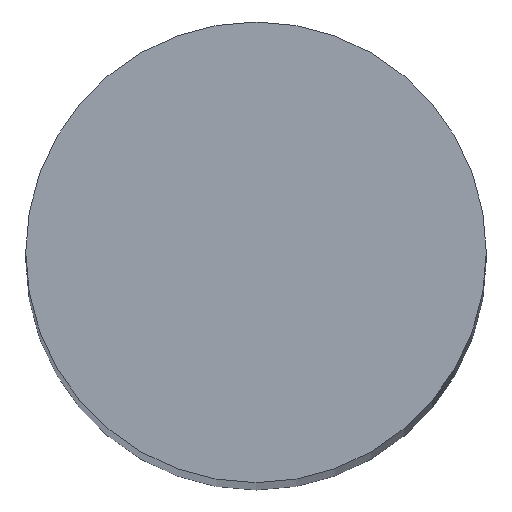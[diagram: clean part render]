
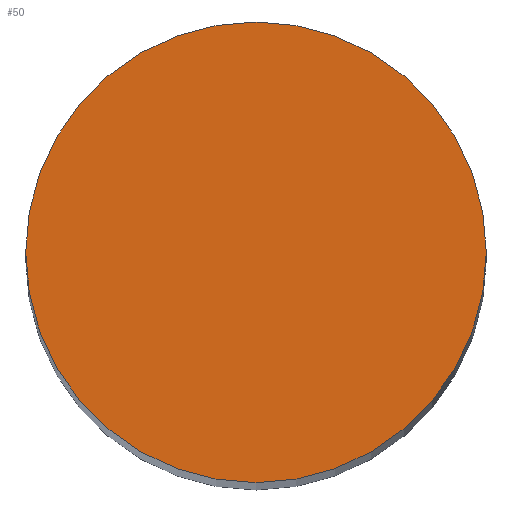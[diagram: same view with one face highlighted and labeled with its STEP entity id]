
A CAD part, top view. The second image highlights one B-rep face of the part: STEP entity #50.
In plain terms, the highlighted planar face has unit normal (0, 0, 1).
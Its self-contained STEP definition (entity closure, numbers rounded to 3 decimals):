
#44=EDGE_CURVE('240[2]',#102,#102,#103,.T.);
#50=ADVANCED_FACE('240[2]',(#111),#112,.T.);
#102=VERTEX_POINT('',#233);
#103=CIRCLE('',#234,12.0);
#111=FACE_OUTER_BOUND('',#244,.T.);
#112=PLANE('',#245);
#233=CARTESIAN_POINT('',(0.,12.0,220.0));
#234=AXIS2_PLACEMENT_3D('',#364,#365,#366);
#244=EDGE_LOOP('',(#374));
#245=AXIS2_PLACEMENT_3D('',#375,#376,#377);
#364=CARTESIAN_POINT('',(0.,0.,220.0));
#365=DIRECTION('',(0.,0.,-1.0));
#366=DIRECTION('',(0.,1.0,0.));
#374=ORIENTED_EDGE('',*,*,#44,.F.);
#375=CARTESIAN_POINT('',(0.,6.,220.0));
#376=DIRECTION('',(0.,0.,1.0));
#377=DIRECTION('',(1.0,0.,0.0));
